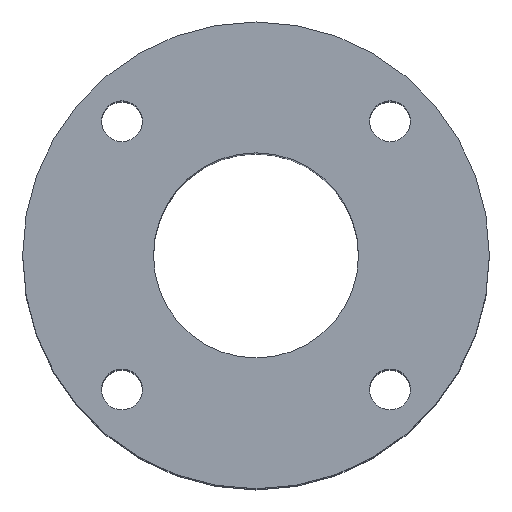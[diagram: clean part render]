
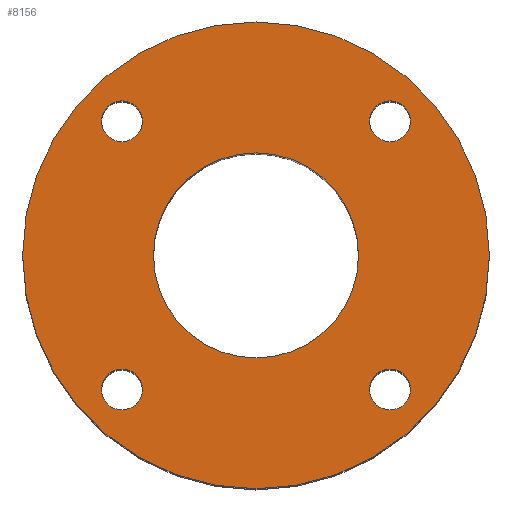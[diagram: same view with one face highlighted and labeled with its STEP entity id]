
A CAD part, top view. The second image highlights one B-rep face of the part: STEP entity #8156.
In plain terms, the highlighted planar face has unit normal (0, 0, 1).
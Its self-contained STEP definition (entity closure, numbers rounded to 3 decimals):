
#143 = CARTESIAN_POINT ( 'NONE',  ( 52.962, -45.962, 0. ) ) ;
#229 = FACE_BOUND ( 'NONE', #3812, .T. ) ;
#733 = CARTESIAN_POINT ( 'NONE',  ( 0., 0., 0. ) ) ;
#1311 = CIRCLE ( 'NONE', #7227, 7. ) ;
#1465 = CIRCLE ( 'NONE', #24033, 35.15 ) ;
#1984 = ORIENTED_EDGE ( 'NONE', *, *, #28949, .F. ) ;
#2334 = DIRECTION ( 'NONE',  ( 0., 0., 1. ) ) ;
#2662 = DIRECTION ( 'NONE',  ( 0., 0., 1. ) ) ;
#2736 = AXIS2_PLACEMENT_3D ( 'NONE', #733, #5511, #14865 ) ;
#3639 = VERTEX_POINT ( 'NONE', #14152 ) ;
#3812 = EDGE_LOOP ( 'NONE', ( #1984, #23307 ) ) ;
#3859 = EDGE_LOOP ( 'NONE', ( #8565, #12622 ) ) ;
#3964 = CARTESIAN_POINT ( 'NONE',  ( -52.962, -45.962, 0. ) ) ;
#4330 = DIRECTION ( 'NONE',  ( 0., -1., 0. ) ) ;
#4608 = VERTEX_POINT ( 'NONE', #9843 ) ;
#5306 = FACE_BOUND ( 'NONE', #13406, .T. ) ;
#5324 = VERTEX_POINT ( 'NONE', #9292 ) ;
#5331 = EDGE_CURVE ( 'NONE', #13692, #14503, #20433, .T. ) ;
#5444 = ORIENTED_EDGE ( 'NONE', *, *, #26646, .F. ) ;
#5511 = DIRECTION ( 'NONE',  ( 0., 0., 1. ) ) ;
#5665 = AXIS2_PLACEMENT_3D ( 'NONE', #28280, #7249, #26711 ) ;
#5692 = AXIS2_PLACEMENT_3D ( 'NONE', #18953, #28329, #7296 ) ;
#6238 = CARTESIAN_POINT ( 'NONE',  ( 0., 0., 0. ) ) ;
#6321 = CARTESIAN_POINT ( 'NONE',  ( 45.962, -45.962, 0. ) ) ;
#6845 = EDGE_LOOP ( 'NONE', ( #7886, #13008 ) ) ;
#6911 = CARTESIAN_POINT ( 'NONE',  ( -52.962, 45.962, 0. ) ) ;
#6936 = AXIS2_PLACEMENT_3D ( 'NONE', #25996, #2662, #26145 ) ;
#6988 = DIRECTION ( 'NONE',  ( 0., 0., 1. ) ) ;
#7227 = AXIS2_PLACEMENT_3D ( 'NONE', #6321, #2334, #4330 ) ;
#7249 = DIRECTION ( 'NONE',  ( 0., 0., 1. ) ) ;
#7296 = DIRECTION ( 'NONE',  ( -1., 0., 0. ) ) ;
#7603 = PLANE ( 'NONE',  #5692 ) ;
#7622 = AXIS2_PLACEMENT_3D ( 'NONE', #15890, #18490, #20947 ) ;
#7805 = CARTESIAN_POINT ( 'NONE',  ( -45.962, 45.962, 0. ) ) ;
#7886 = ORIENTED_EDGE ( 'NONE', *, *, #18065, .F. ) ;
#8156 = ADVANCED_FACE ( 'NONE', ( #10046, #5306, #21258, #229, #12207, #23713 ), #7603, .F. ) ;
#8565 = ORIENTED_EDGE ( 'NONE', *, *, #20098, .F. ) ;
#8677 = CARTESIAN_POINT ( 'NONE',  ( -35.15, 0., 0. ) ) ;
#8708 = DIRECTION ( 'NONE',  ( -1., 0., 0. ) ) ;
#8940 = DIRECTION ( 'NONE',  ( 0., 0., 1. ) ) ;
#9292 = CARTESIAN_POINT ( 'NONE',  ( 38.962, 45.962, 0. ) ) ;
#9843 = CARTESIAN_POINT ( 'NONE',  ( -80., 0., 0. ) ) ;
#9852 = EDGE_LOOP ( 'NONE', ( #27852, #16123 ) ) ;
#10046 = FACE_BOUND ( 'NONE', #6845, .T. ) ;
#10536 = VERTEX_POINT ( 'NONE', #27126 ) ;
#10759 = VERTEX_POINT ( 'NONE', #28053 ) ;
#11079 = AXIS2_PLACEMENT_3D ( 'NONE', #21282, #21580, #18256 ) ;
#12207 = FACE_BOUND ( 'NONE', #3859, .T. ) ;
#12622 = ORIENTED_EDGE ( 'NONE', *, *, #28420, .F. ) ;
#12689 = EDGE_CURVE ( 'NONE', #5324, #18024, #19157, .T. ) ;
#13008 = ORIENTED_EDGE ( 'NONE', *, *, #21505, .F. ) ;
#13327 = CARTESIAN_POINT ( 'NONE',  ( -45.962, -45.962, 0. ) ) ;
#13406 = EDGE_LOOP ( 'NONE', ( #5444, #26822 ) ) ;
#13692 = VERTEX_POINT ( 'NONE', #6911 ) ;
#13808 = AXIS2_PLACEMENT_3D ( 'NONE', #18148, #8940, #15855 ) ;
#14152 = CARTESIAN_POINT ( 'NONE',  ( 35.15, 0., 0. ) ) ;
#14272 = DIRECTION ( 'NONE',  ( 0., 0., 1. ) ) ;
#14503 = VERTEX_POINT ( 'NONE', #22954 ) ;
#14832 = VERTEX_POINT ( 'NONE', #3964 ) ;
#14854 = DIRECTION ( 'NONE',  ( 0., 0., 1. ) ) ;
#14865 = DIRECTION ( 'NONE',  ( 1., 0., 0. ) ) ;
#15455 = CIRCLE ( 'NONE', #7622, 35.15 ) ;
#15855 = DIRECTION ( 'NONE',  ( 1., 0., 0. ) ) ;
#15890 = CARTESIAN_POINT ( 'NONE',  ( 0., 0., 0. ) ) ;
#16123 = ORIENTED_EDGE ( 'NONE', *, *, #5331, .F. ) ;
#16356 = DIRECTION ( 'NONE',  ( 0., 1., 0. ) ) ;
#16937 = CIRCLE ( 'NONE', #2736, 80. ) ;
#17003 = DIRECTION ( 'NONE',  ( -1., 0., 0. ) ) ;
#17013 = DIRECTION ( 'NONE',  ( 0., 1., 0. ) ) ;
#17082 = CIRCLE ( 'NONE', #19454, 7. ) ;
#17924 = CIRCLE ( 'NONE', #28715, 7. ) ;
#18024 = VERTEX_POINT ( 'NONE', #21232 ) ;
#18065 = EDGE_CURVE ( 'NONE', #22638, #10536, #28503, .T. ) ;
#18148 = CARTESIAN_POINT ( 'NONE',  ( 45.962, 45.962, 0. ) ) ;
#18256 = DIRECTION ( 'NONE',  ( 1., 0., 0. ) ) ;
#18490 = DIRECTION ( 'NONE',  ( 0., 0., 1. ) ) ;
#18895 = CIRCLE ( 'NONE', #5665, 7. ) ;
#18953 = CARTESIAN_POINT ( 'NONE',  ( 0., 35.15, 0. ) ) ;
#19157 = CIRCLE ( 'NONE', #13808, 7. ) ;
#19454 = AXIS2_PLACEMENT_3D ( 'NONE', #22472, #14854, #17003 ) ;
#20098 = EDGE_CURVE ( 'NONE', #3639, #23043, #1465, .T. ) ;
#20433 = CIRCLE ( 'NONE', #28794, 7. ) ;
#20494 = CARTESIAN_POINT ( 'NONE',  ( -45.962, 45.962, 0. ) ) ;
#20947 = DIRECTION ( 'NONE',  ( 1., 0., 0. ) ) ;
#21200 = EDGE_CURVE ( 'NONE', #14832, #22078, #17082, .T. ) ;
#21232 = CARTESIAN_POINT ( 'NONE',  ( 52.962, 45.962, 0. ) ) ;
#21258 = FACE_BOUND ( 'NONE', #9852, .T. ) ;
#21282 = CARTESIAN_POINT ( 'NONE',  ( 0., 0., 0. ) ) ;
#21505 = EDGE_CURVE ( 'NONE', #10536, #22638, #1311, .T. ) ;
#21580 = DIRECTION ( 'NONE',  ( 0., 0., 1. ) ) ;
#22078 = VERTEX_POINT ( 'NONE', #29085 ) ;
#22472 = CARTESIAN_POINT ( 'NONE',  ( -45.962, -45.962, 0. ) ) ;
#22638 = VERTEX_POINT ( 'NONE', #143 ) ;
#22954 = CARTESIAN_POINT ( 'NONE',  ( -38.962, 45.962, 0. ) ) ;
#23043 = VERTEX_POINT ( 'NONE', #8677 ) ;
#23307 = ORIENTED_EDGE ( 'NONE', *, *, #12689, .F. ) ;
#23713 = FACE_OUTER_BOUND ( 'NONE', #28320, .T. ) ;
#24033 = AXIS2_PLACEMENT_3D ( 'NONE', #6238, #27119, #27271 ) ;
#24841 = ORIENTED_EDGE ( 'NONE', *, *, #25635, .T. ) ;
#25635 = EDGE_CURVE ( 'NONE', #4608, #10759, #29211, .T. ) ;
#25704 = ORIENTED_EDGE ( 'NONE', *, *, #29389, .T. ) ;
#25996 = CARTESIAN_POINT ( 'NONE',  ( 45.962, -45.962, 0. ) ) ;
#26145 = DIRECTION ( 'NONE',  ( 0., -1., 0. ) ) ;
#26288 = AXIS2_PLACEMENT_3D ( 'NONE', #13327, #29277, #8708 ) ;
#26486 = EDGE_CURVE ( 'NONE', #14503, #13692, #17924, .T. ) ;
#26646 = EDGE_CURVE ( 'NONE', #22078, #14832, #27275, .T. ) ;
#26711 = DIRECTION ( 'NONE',  ( 1., 0., 0. ) ) ;
#26822 = ORIENTED_EDGE ( 'NONE', *, *, #21200, .F. ) ;
#27119 = DIRECTION ( 'NONE',  ( 0., 0., 1. ) ) ;
#27126 = CARTESIAN_POINT ( 'NONE',  ( 38.962, -45.962, 0. ) ) ;
#27271 = DIRECTION ( 'NONE',  ( 1., 0., 0. ) ) ;
#27275 = CIRCLE ( 'NONE', #26288, 7. ) ;
#27852 = ORIENTED_EDGE ( 'NONE', *, *, #26486, .F. ) ;
#28053 = CARTESIAN_POINT ( 'NONE',  ( 80., 0., 0. ) ) ;
#28280 = CARTESIAN_POINT ( 'NONE',  ( 45.962, 45.962, 0. ) ) ;
#28320 = EDGE_LOOP ( 'NONE', ( #25704, #24841 ) ) ;
#28329 = DIRECTION ( 'NONE',  ( 0., 0., -1. ) ) ;
#28420 = EDGE_CURVE ( 'NONE', #23043, #3639, #15455, .T. ) ;
#28503 = CIRCLE ( 'NONE', #6936, 7. ) ;
#28715 = AXIS2_PLACEMENT_3D ( 'NONE', #7805, #14272, #17013 ) ;
#28794 = AXIS2_PLACEMENT_3D ( 'NONE', #20494, #6988, #16356 ) ;
#28949 = EDGE_CURVE ( 'NONE', #18024, #5324, #18895, .T. ) ;
#29085 = CARTESIAN_POINT ( 'NONE',  ( -38.962, -45.962, 0. ) ) ;
#29211 = CIRCLE ( 'NONE', #11079, 80. ) ;
#29277 = DIRECTION ( 'NONE',  ( 0., 0., 1. ) ) ;
#29389 = EDGE_CURVE ( 'NONE', #10759, #4608, #16937, .T. ) ;
